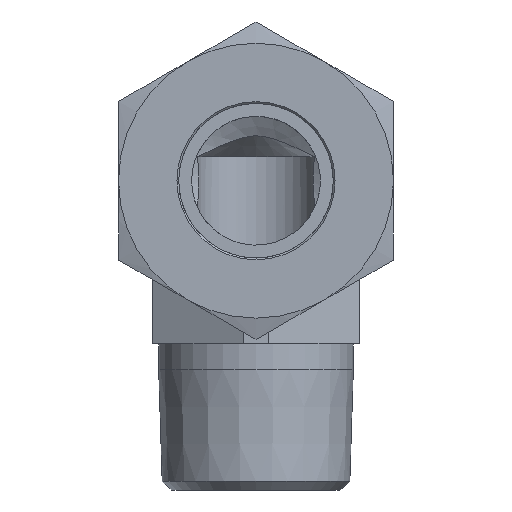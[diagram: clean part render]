
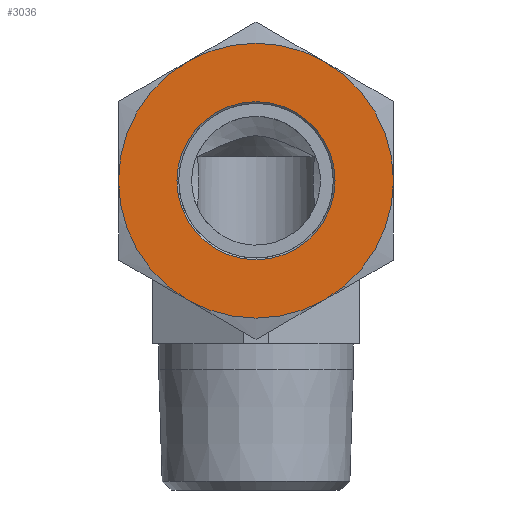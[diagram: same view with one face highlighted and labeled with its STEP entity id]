
A CAD part, front view. The second image highlights one B-rep face of the part: STEP entity #3036.
In plain terms, the highlighted face is planar.
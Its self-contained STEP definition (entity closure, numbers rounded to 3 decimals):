
#2940=CARTESIAN_POINT('',(9.2,0.,18.0));
#2941=VERTEX_POINT('',#2940);
#2942=CARTESIAN_POINT('',(0.0,0.0,18.0));
#2943=DIRECTION('',(0.0,0.0,1.0));
#2944=DIRECTION('',(-1.0,0.0,0.0));
#2945=AXIS2_PLACEMENT_3D('',#2942,#2943,#2944);
#2946=CIRCLE('',#2945,9.2);
#2947=EDGE_CURVE('',#2941,#2941,#2946,.T.);
#2972=CARTESIAN_POINT('',(0.,0.,18.0));
#2973=DIRECTION('',(0.0,0.0,1.0));
#2974=DIRECTION('',(1.0,0.0,0.0));
#2975=AXIS2_PLACEMENT_3D('',#2972,#2973,#2974);
#2976=PLANE('',#2975);
#2977=CARTESIAN_POINT('',(-8.,-13.856,18.0));
#2978=VERTEX_POINT('',#2977);
#2979=CARTESIAN_POINT('',(8.,-13.856,18.0));
#2980=VERTEX_POINT('',#2979);
#2981=CARTESIAN_POINT('',(0.0,0.0,18.0));
#2982=DIRECTION('',(0.0,0.0,1.0));
#2983=DIRECTION('',(-0.5,-0.866,0.0));
#2984=AXIS2_PLACEMENT_3D('',#2981,#2982,#2983);
#2985=CIRCLE('',#2984,16.);
#2986=EDGE_CURVE('',#2978,#2980,#2985,.T.);
#2987=ORIENTED_EDGE('',*,*,#2986,.T.);
#2988=CARTESIAN_POINT('',(16.0,0.,18.0));
#2989=VERTEX_POINT('',#2988);
#2990=CARTESIAN_POINT('',(0.0,0.0,18.0));
#2991=DIRECTION('',(0.0,0.0,1.0));
#2992=DIRECTION('',(-0.5,-0.866,0.0));
#2993=AXIS2_PLACEMENT_3D('',#2990,#2991,#2992);
#2994=CIRCLE('',#2993,16.);
#2995=EDGE_CURVE('',#2980,#2989,#2994,.T.);
#2996=ORIENTED_EDGE('',*,*,#2995,.T.);
#2997=CARTESIAN_POINT('',(8.,13.856,18.0));
#2998=VERTEX_POINT('',#2997);
#2999=CARTESIAN_POINT('',(0.0,0.0,18.0));
#3000=DIRECTION('',(0.0,0.0,1.0));
#3001=DIRECTION('',(-0.5,-0.866,0.0));
#3002=AXIS2_PLACEMENT_3D('',#2999,#3000,#3001);
#3003=CIRCLE('',#3002,16.);
#3004=EDGE_CURVE('',#2989,#2998,#3003,.T.);
#3005=ORIENTED_EDGE('',*,*,#3004,.T.);
#3006=CARTESIAN_POINT('',(-8.,13.856,18.0));
#3007=VERTEX_POINT('',#3006);
#3008=CARTESIAN_POINT('',(0.0,0.0,18.0));
#3009=DIRECTION('',(0.0,0.0,1.0));
#3010=DIRECTION('',(-0.5,-0.866,0.0));
#3011=AXIS2_PLACEMENT_3D('',#3008,#3009,#3010);
#3012=CIRCLE('',#3011,16.);
#3013=EDGE_CURVE('',#2998,#3007,#3012,.T.);
#3014=ORIENTED_EDGE('',*,*,#3013,.T.);
#3015=CARTESIAN_POINT('',(-16.0,0.0,18.0));
#3016=VERTEX_POINT('',#3015);
#3017=CARTESIAN_POINT('',(0.0,0.0,18.0));
#3018=DIRECTION('',(0.0,0.0,1.0));
#3019=DIRECTION('',(-0.5,-0.866,0.0));
#3020=AXIS2_PLACEMENT_3D('',#3017,#3018,#3019);
#3021=CIRCLE('',#3020,16.);
#3022=EDGE_CURVE('',#3007,#3016,#3021,.T.);
#3023=ORIENTED_EDGE('',*,*,#3022,.T.);
#3024=CARTESIAN_POINT('',(0.0,0.0,18.0));
#3025=DIRECTION('',(0.0,0.0,1.0));
#3026=DIRECTION('',(-0.5,-0.866,0.0));
#3027=AXIS2_PLACEMENT_3D('',#3024,#3025,#3026);
#3028=CIRCLE('',#3027,16.);
#3029=EDGE_CURVE('',#3016,#2978,#3028,.T.);
#3030=ORIENTED_EDGE('',*,*,#3029,.T.);
#3031=EDGE_LOOP('',(#2987,#2996,#3005,#3014,#3023,#3030));
#3032=FACE_OUTER_BOUND('',#3031,.T.);
#3033=ORIENTED_EDGE('',*,*,#2947,.F.);
#3034=EDGE_LOOP('',(#3033));
#3035=FACE_BOUND('',#3034,.T.);
#3036=ADVANCED_FACE('',(#3032,#3035),#2976,.T.);
